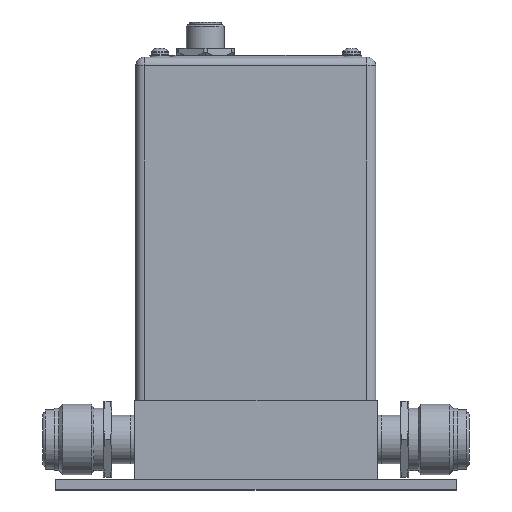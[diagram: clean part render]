
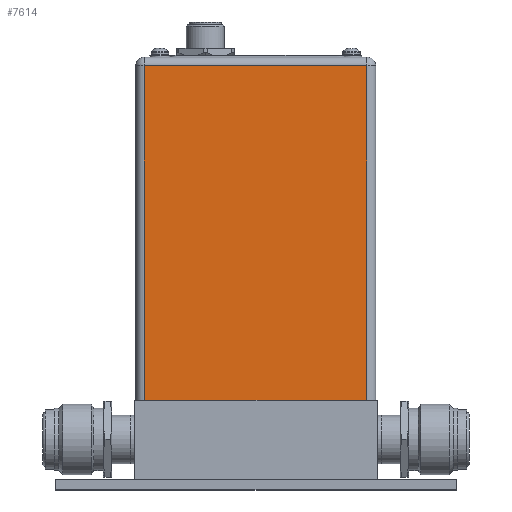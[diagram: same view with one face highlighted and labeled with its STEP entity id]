
A CAD part, top view. The second image highlights one B-rep face of the part: STEP entity #7614.
In plain terms, the highlighted planar face has unit normal (0, 0, 1).
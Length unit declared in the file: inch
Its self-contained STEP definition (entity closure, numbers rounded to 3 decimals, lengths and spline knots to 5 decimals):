
#6488=DIRECTION('',(0.,-1.,0.));
#6489=VECTOR('',#6488,4.14);
#6490=CARTESIAN_POINT('',(-1.3775,4.14,1.425));
#6491=LINE('',#6490,#6489);
#6556=DIRECTION('',(0.,1.,0.));
#6557=VECTOR('',#6556,4.14);
#6558=CARTESIAN_POINT('',(1.3775,0.,1.425));
#6559=LINE('',#6558,#6557);
#6564=DIRECTION('',(-1.,0.,0.));
#6565=VECTOR('',#6564,2.755);
#6566=CARTESIAN_POINT('',(1.3775,0.,1.425));
#6567=LINE('',#6566,#6565);
#6568=DIRECTION('',(-1.,0.,0.));
#6569=VECTOR('',#6568,2.755);
#6570=CARTESIAN_POINT('',(1.3775,4.14,1.425));
#6571=LINE('',#6570,#6569);
#7340=CARTESIAN_POINT('',(-1.3775,0.,1.425));
#7341=VERTEX_POINT('',#7340);
#7342=CARTESIAN_POINT('',(1.3775,0.,1.425));
#7343=VERTEX_POINT('',#7342);
#7359=CARTESIAN_POINT('',(-1.3775,4.14,1.425));
#7360=VERTEX_POINT('',#7359);
#7361=CARTESIAN_POINT('',(1.3775,4.14,1.425));
#7362=VERTEX_POINT('',#7361);
#7602=CARTESIAN_POINT('',(-1.4875,0.,1.425));
#7603=DIRECTION('',(0.,0.,1.));
#7604=DIRECTION('',(1.,0.,0.));
#7605=AXIS2_PLACEMENT_3D('',#7602,#7603,#7604);
#7606=PLANE('',#7605);
#7607=ORIENTED_EDGE('',*,*,#7594,.F.);
#7608=ORIENTED_EDGE('',*,*,#7491,.T.);
#7609=ORIENTED_EDGE('',*,*,#7477,.F.);
#7611=ORIENTED_EDGE('',*,*,#7610,.F.);
#7612=EDGE_LOOP('',(#7607,#7608,#7609,#7611));
#7613=FACE_OUTER_BOUND('',#7612,.F.);
#7614=ADVANCED_FACE('',(#7613),#7606,.T.);
#7477=EDGE_CURVE('',#7360,#7341,#6491,.T.);
#7491=EDGE_CURVE('',#7343,#7341,#6567,.T.);
#7594=EDGE_CURVE('',#7343,#7362,#6559,.T.);
#7610=EDGE_CURVE('',#7362,#7360,#6571,.T.);
